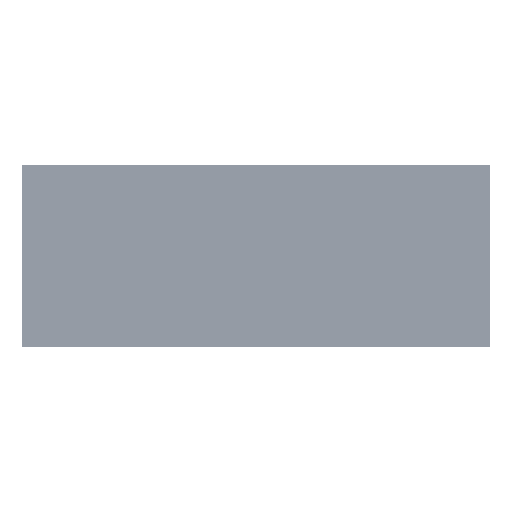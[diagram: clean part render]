
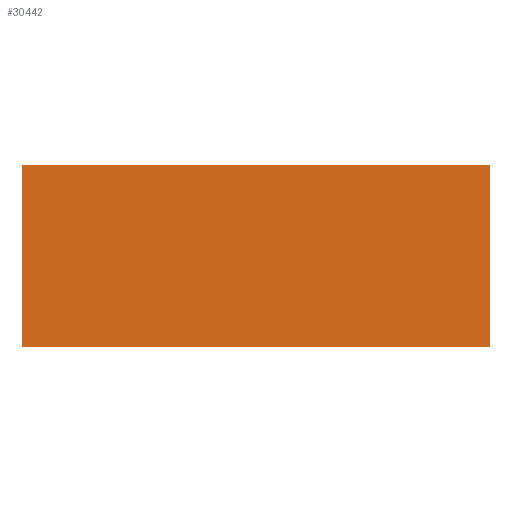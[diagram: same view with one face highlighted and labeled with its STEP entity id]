
A CAD part, left-side view. The second image highlights one B-rep face of the part: STEP entity #30442.
In plain terms, the highlighted planar face has unit normal (-1, 0, 0).
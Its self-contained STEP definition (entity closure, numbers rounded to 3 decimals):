
#1974=ORIENTED_EDGE('',*,*,#9995,.T.);
#1975=ORIENTED_EDGE('',*,*,#9980,.F.);
#1976=ORIENTED_EDGE('',*,*,#9987,.F.);
#1977=ORIENTED_EDGE('',*,*,#9996,.T.);
#9980=EDGE_CURVE('',#13993,#13994,#16667,.T.);
#9987=EDGE_CURVE('',#14000,#13993,#16674,.T.);
#9995=EDGE_CURVE('',#14004,#13994,#16682,.T.);
#9996=EDGE_CURVE('',#14000,#14004,#16683,.T.);
#13993=VERTEX_POINT('',#41434);
#13994=VERTEX_POINT('',#41436);
#14000=VERTEX_POINT('',#41449);
#14004=VERTEX_POINT('',#41465);
#16667=LINE('',#41435,#19439);
#16674=LINE('',#41450,#19446);
#16682=LINE('',#41464,#19454);
#16683=LINE('',#41466,#19455);
#19439=VECTOR('',#34084,1000.);
#19446=VECTOR('',#34093,1000.);
#19454=VECTOR('',#34107,1000.);
#19455=VECTOR('',#34108,1000.);
#22213=EDGE_LOOP('',(#1974,#1975,#1976,#1977));
#23900=FACE_BOUND('',#22213,.T.);
#25589=PLANE('',#31794);
#30442=ADVANCED_FACE('',(#23900),#25589,.F.);
#31794=AXIS2_PLACEMENT_3D('',#41463,#34105,#34106);
#34084=DIRECTION('',(0.,0.,-1.));
#34093=DIRECTION('',(0.,-1.,0.));
#34105=DIRECTION('',(1.,0.,0.));
#34106=DIRECTION('',(0.,0.,-1.));
#34107=DIRECTION('',(0.,-1.,0.));
#34108=DIRECTION('',(0.,0.,-1.));
#41434=CARTESIAN_POINT('',(-16475.,-6710.,5200.));
#41435=CARTESIAN_POINT('',(-16475.,-6710.,5200.));
#41436=CARTESIAN_POINT('',(-16475.,-6710.,0.));
#41449=CARTESIAN_POINT('',(-16475.,6710.,5200.));
#41450=CARTESIAN_POINT('',(-16475.,6710.,5200.));
#41463=CARTESIAN_POINT('',(-16475.,6710.,5200.));
#41464=CARTESIAN_POINT('',(-16475.,6710.,0.));
#41465=CARTESIAN_POINT('',(-16475.,6710.,0.));
#41466=CARTESIAN_POINT('',(-16475.,6710.,5200.));
